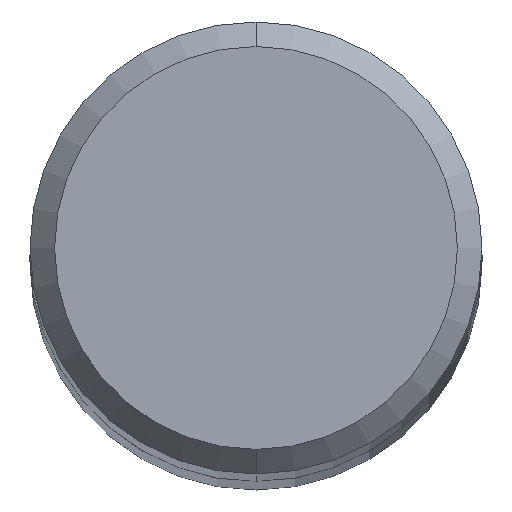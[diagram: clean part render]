
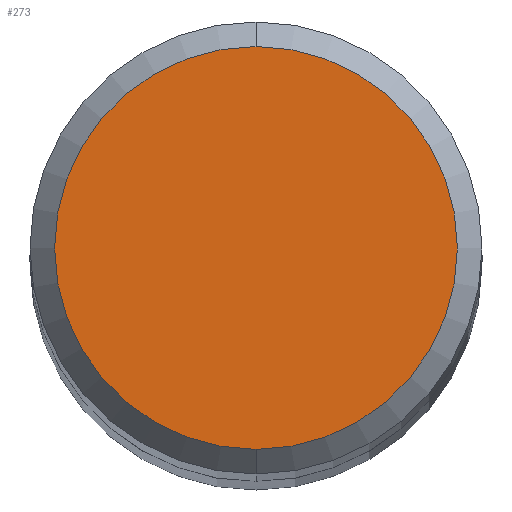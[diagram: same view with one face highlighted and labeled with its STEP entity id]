
A CAD part, top view. The second image highlights one B-rep face of the part: STEP entity #273.
In plain terms, the highlighted planar face has unit normal (0, 0, 1).
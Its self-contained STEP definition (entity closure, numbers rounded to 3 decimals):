
#181=VERTEX_POINT('',#459);
#213=VERTEX_POINT('',#492);
#273=ADVANCED_FACE('',(#558),#559,.T.);
#315=EDGE_CURVE('',#213,#181,#605,.T.);
#377=EDGE_CURVE('',#181,#213,#674,.T.);
#459=CARTESIAN_POINT('',(0.,-4.1,0.0));
#492=CARTESIAN_POINT('',(0.0,4.1,0.0));
#558=FACE_OUTER_BOUND('',#1029,.T.);
#559=PLANE('',#1030);
#605=CIRCLE('',#1114,4.1);
#674=CIRCLE('',#1241,4.1);
#1029=EDGE_LOOP('',(#1474,#1475));
#1030=AXIS2_PLACEMENT_3D('',#1476,#1477,#1478);
#1114=AXIS2_PLACEMENT_3D('',#1537,#1538,#1539);
#1241=AXIS2_PLACEMENT_3D('',#1616,#1617,#1618);
#1474=ORIENTED_EDGE('',*,*,#315,.F.);
#1475=ORIENTED_EDGE('',*,*,#377,.F.);
#1476=CARTESIAN_POINT('',(0.0,2.05,0.0));
#1477=DIRECTION('',(-0.0,0.0,1.0));
#1478=DIRECTION('',(0.0,-1.0,0.0));
#1537=CARTESIAN_POINT('',(0.0,0.0,0.0));
#1538=DIRECTION('',(0.0,0.0,-1.0));
#1539=DIRECTION('',(0.0,1.0,0.0));
#1616=CARTESIAN_POINT('',(0.0,0.0,0.0));
#1617=DIRECTION('',(0.0,0.0,-1.0));
#1618=DIRECTION('',(0.0,1.0,0.0));
